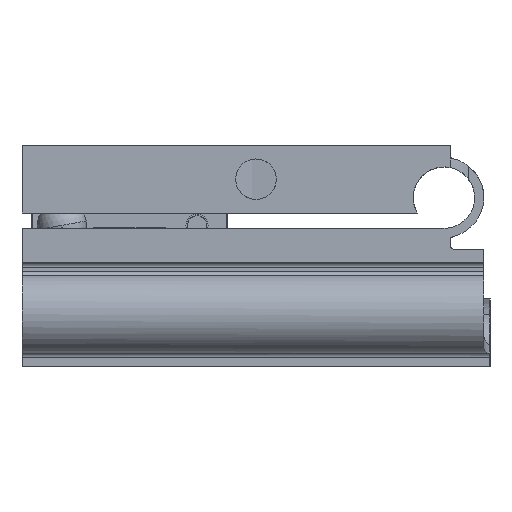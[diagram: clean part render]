
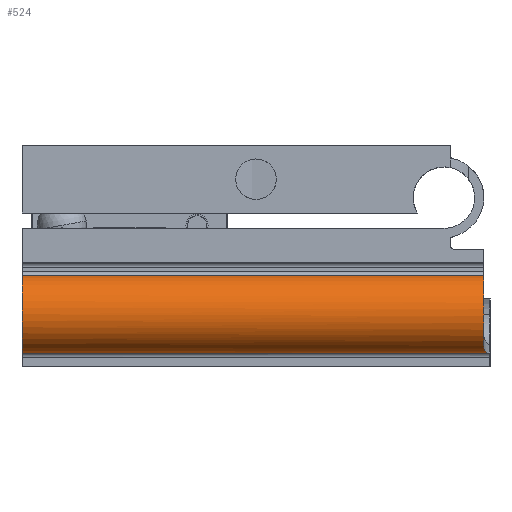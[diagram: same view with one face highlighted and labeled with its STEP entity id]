
A CAD part, front view. The second image highlights one B-rep face of the part: STEP entity #524.
In plain terms, the highlighted cylindrical face has radius 3.25 mm (diameter 6.5 mm), a partial arc.
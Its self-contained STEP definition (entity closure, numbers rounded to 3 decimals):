
#366 = ORIENTED_EDGE ( 'NONE', *, *, #4322, .F. ) ;
#524 = ADVANCED_FACE ( 'NONE', ( #7244 ), #4232, .T. ) ;
#576 = CARTESIAN_POINT ( 'NONE',  ( -19.05, -16.067, -1.592 ) ) ;
#1134 = ORIENTED_EDGE ( 'NONE', *, *, #10016, .T. ) ;
#1227 = EDGE_CURVE ( 'NONE', #9018, #3850, #4810, .T. ) ;
#1525 = ORIENTED_EDGE ( 'NONE', *, *, #6764, .T. ) ;
#2017 = DIRECTION ( 'NONE',  ( -1., 0., 0. ) ) ;
#2047 = CARTESIAN_POINT ( 'NONE',  ( 18.571, -16.907, -7.585 ) ) ;
#2576 = DIRECTION ( 'NONE',  ( 1., 0., 0. ) ) ;
#2895 = B_SPLINE_CURVE_WITH_KNOTS ( 'NONE', 3,
 ( #5452, #9587, #6160, #2047, #10270, #6371 ),
 .UNSPECIFIED., .F., .F.,
 ( 4, 2, 4 ),
 ( 0., 0.001, 0.001 ),
 .UNSPECIFIED. ) ;
#3115 = CARTESIAN_POINT ( 'NONE',  ( 18.55, -16.067, -1.592 ) ) ;
#3162 = AXIS2_PLACEMENT_3D ( 'NONE', #9985, #2017, #5301 ) ;
#3553 = VECTOR ( 'NONE', #3909, 1000. ) ;
#3850 = VERTEX_POINT ( 'NONE', #4813 ) ;
#3909 = DIRECTION ( 'NONE',  ( -1., 0., 0. ) ) ;
#3982 = VERTEX_POINT ( 'NONE', #5008 ) ;
#4232 = CYLINDRICAL_SURFACE ( 'NONE', #7175, 3.25 ) ;
#4322 = EDGE_CURVE ( 'NONE', #9018, #8710, #5099, .T. ) ;
#4760 = DIRECTION ( 'NONE',  ( 1., 0., 0. ) ) ;
#4810 = LINE ( 'NONE', #8838, #8151 ) ;
#4813 = CARTESIAN_POINT ( 'NONE',  ( 18.875, -16.067, -7.908 ) ) ;
#5008 = CARTESIAN_POINT ( 'NONE',  ( 18.55, -17.3, -7.312 ) ) ;
#5085 = CARTESIAN_POINT ( 'NONE',  ( -19.05, -15.3, -4.75 ) ) ;
#5099 = CIRCLE ( 'NONE', #5272, 3.25 ) ;
#5272 = AXIS2_PLACEMENT_3D ( 'NONE', #5085, #7524, #9119 ) ;
#5301 = DIRECTION ( 'NONE',  ( 0., 0., -1. ) ) ;
#5452 = CARTESIAN_POINT ( 'NONE',  ( 18.875, -16.067, -7.908 ) ) ;
#5477 = EDGE_LOOP ( 'NONE', ( #1134, #10669, #1525, #366, #9369 ) ) ;
#6160 = CARTESIAN_POINT ( 'NONE',  ( 18.677, -16.483, -7.786 ) ) ;
#6228 = EDGE_CURVE ( 'NONE', #3982, #10124, #10359, .T. ) ;
#6371 = CARTESIAN_POINT ( 'NONE',  ( 18.55, -17.3, -7.312 ) ) ;
#6764 = EDGE_CURVE ( 'NONE', #10124, #8710, #7990, .T. ) ;
#6812 = CARTESIAN_POINT ( 'NONE',  ( -19.05, -15.3, -4.75 ) ) ;
#6843 = CARTESIAN_POINT ( 'NONE',  ( -19.05, -16.067, -1.592 ) ) ;
#7175 = AXIS2_PLACEMENT_3D ( 'NONE', #6812, #2576, #9216 ) ;
#7244 = FACE_OUTER_BOUND ( 'NONE', #5477, .T. ) ;
#7524 = DIRECTION ( 'NONE',  ( -1., 0., 0. ) ) ;
#7990 = LINE ( 'NONE', #576, #3553 ) ;
#8151 = VECTOR ( 'NONE', #4760, 1000. ) ;
#8710 = VERTEX_POINT ( 'NONE', #6843 ) ;
#8838 = CARTESIAN_POINT ( 'NONE',  ( -19.05, -16.067, -7.908 ) ) ;
#9018 = VERTEX_POINT ( 'NONE', #10556 ) ;
#9119 = DIRECTION ( 'NONE',  ( 0., 1., 0. ) ) ;
#9216 = DIRECTION ( 'NONE',  ( 0., 1., 0. ) ) ;
#9369 = ORIENTED_EDGE ( 'NONE', *, *, #1227, .T. ) ;
#9587 = CARTESIAN_POINT ( 'NONE',  ( 18.759, -16.273, -7.858 ) ) ;
#9985 = CARTESIAN_POINT ( 'NONE',  ( 18.55, -15.3, -4.75 ) ) ;
#10016 = EDGE_CURVE ( 'NONE', #3850, #3982, #2895, .T. ) ;
#10124 = VERTEX_POINT ( 'NONE', #3115 ) ;
#10270 = CARTESIAN_POINT ( 'NONE',  ( 18.55, -17.11, -7.46 ) ) ;
#10359 = CIRCLE ( 'NONE', #3162, 3.25 ) ;
#10556 = CARTESIAN_POINT ( 'NONE',  ( -19.05, -16.067, -7.908 ) ) ;
#10669 = ORIENTED_EDGE ( 'NONE', *, *, #6228, .T. ) ;
